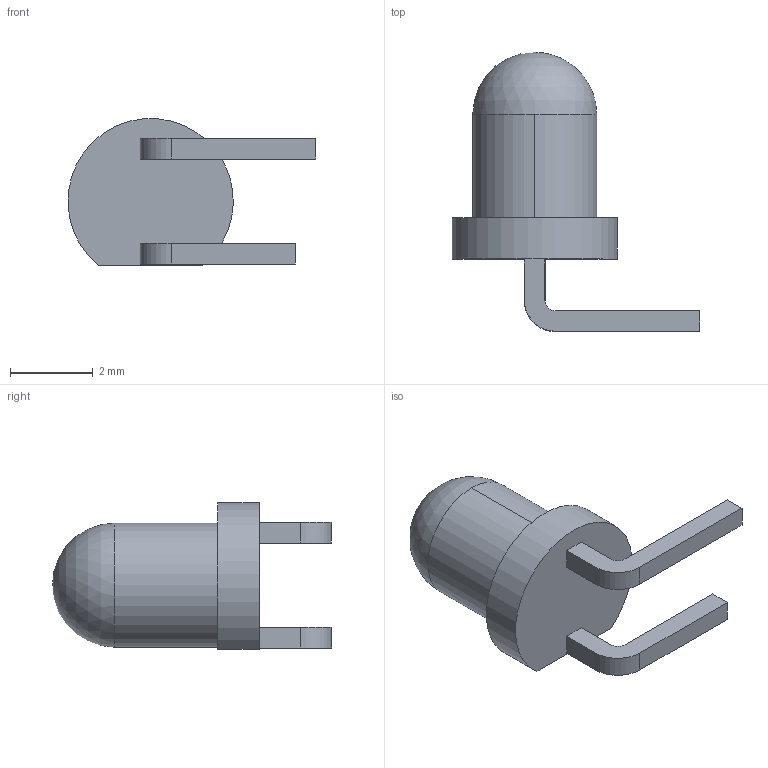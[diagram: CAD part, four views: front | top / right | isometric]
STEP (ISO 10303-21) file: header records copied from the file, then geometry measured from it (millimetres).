
FILE_DESCRIPTION (( 'STEP AP214' ), '1' );
FILE_NAME ('LED GREEN 3mm V.STEP', '2013-03-31T09:20:40', ( '' ), ( '' ), 'SwSTEP 2.0', 'SolidWorks 2012', '' );
FILE_SCHEMA (( 'AUTOMOTIVE_DESIGN' ));
Length unit declared in the file: millimetre
Products named in the file (1): LED GREEN 3mm V
Bounding box: 6 x 6.75 x 3.54 mm (x, y, z)
Volume: 39.1 mm3; surface area: 86.8 mm2
Topology: 1 solids, 1 shells, 25 faces, 63 edges, 42 vertices
Faces by surface type: plane 17, cylinder 7, sphere 1
Entity records: 1037 total; most frequent: DIRECTION 126, CARTESIAN_POINT 126, ORIENTED_EDGE 120, EDGE_CURVE 60, VECTOR 46, LINE 46, AXIS2_PLACEMENT_3D 40, VERTEX_POINT 40
